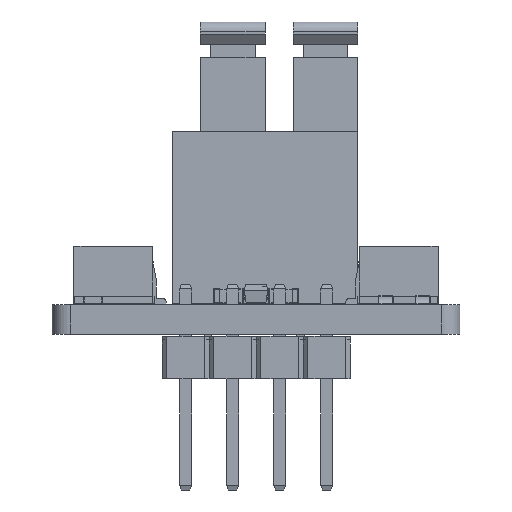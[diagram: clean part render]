
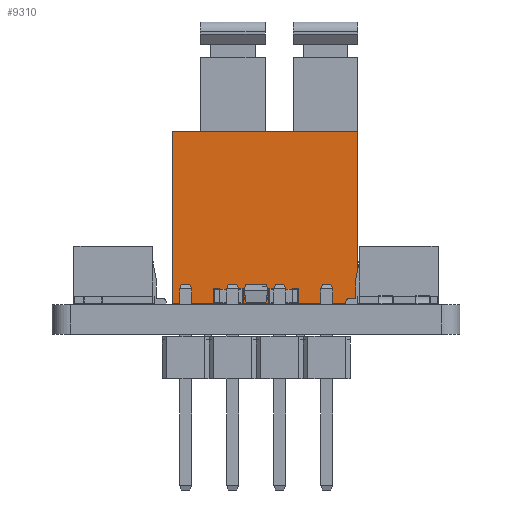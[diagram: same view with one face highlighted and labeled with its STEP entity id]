
A CAD part, front view. The second image highlights one B-rep face of the part: STEP entity #9310.
In plain terms, the highlighted free-form (B-spline) face has degree [1, 1] with [2, 2] control points.
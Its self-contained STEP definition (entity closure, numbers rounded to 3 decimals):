
#7505 = B_SPLINE_SURFACE_WITH_KNOTS('',1,1,(
    (#7506,#7507)
    ,(#7508,#7509
    )),.UNSPECIFIED.,.F.,.F.,.F.,(2,2),(2,2),(-9.3,4.),(0.,12.6),
  .PIECEWISE_BEZIER_KNOTS.);
#7506 = CARTESIAN_POINT('',(7.5,-6.3,0.));
#7507 = CARTESIAN_POINT('',(7.5,6.3,0.));
#7508 = CARTESIAN_POINT('',(7.5,-6.3,13.3));
#7509 = CARTESIAN_POINT('',(7.5,6.3,13.3));
#7728 = B_SPLINE_SURFACE_WITH_KNOTS('',1,1,(
    (#7729,#7730)
    ,(#7731,#7732
    )),.UNSPECIFIED.,.F.,.F.,.F.,(2,2),(2,2),(-7.5,2.5),(-6.3,6.3),
  .PIECEWISE_BEZIER_KNOTS.);
#7729 = CARTESIAN_POINT('',(7.5,-6.3,9.3));
#7730 = CARTESIAN_POINT('',(7.5,6.3,9.3));
#7731 = CARTESIAN_POINT('',(-2.5,-6.3,9.3));
#7732 = CARTESIAN_POINT('',(-2.5,6.3,9.3));
#8178 = VERTEX_POINT('',#8179);
#8179 = CARTESIAN_POINT('',(7.5,-6.3,0.));
#8191 = B_SPLINE_SURFACE_WITH_KNOTS('',1,1,(
    (#8192,#8193)
    ,(#8194,#8195
    )),.UNSPECIFIED.,.F.,.F.,.F.,(2,2),(2,2),(-7.5,2.5),(-6.3,-5.8),
  .PIECEWISE_BEZIER_KNOTS.);
#8192 = CARTESIAN_POINT('',(7.5,-6.3,0.));
#8193 = CARTESIAN_POINT('',(7.5,-5.8,0.));
#8194 = CARTESIAN_POINT('',(-2.5,-6.3,0.));
#8195 = CARTESIAN_POINT('',(-2.5,-5.8,0.));
#8202 = EDGE_CURVE('',#8203,#8178,#8205,.T.);
#8203 = VERTEX_POINT('',#8204);
#8204 = CARTESIAN_POINT('',(7.5,-6.3,9.3));
#8205 = SURFACE_CURVE('',#8206,(#8209,#8215),.PCURVE_S1.);
#8206 = B_SPLINE_CURVE_WITH_KNOTS('',1,(#8207,#8208),.UNSPECIFIED.,.F.,
  .F.,(2,2),(0.,9.3),.PIECEWISE_BEZIER_KNOTS.);
#8207 = CARTESIAN_POINT('',(7.5,-6.3,9.3));
#8208 = CARTESIAN_POINT('',(7.5,-6.3,0.));
#8209 = PCURVE('',#7505,#8210);
#8210 = DEFINITIONAL_REPRESENTATION('',(#8211),#8214);
#8211 = B_SPLINE_CURVE_WITH_KNOTS('',1,(#8212,#8213),.UNSPECIFIED.,.F.,
  .F.,(2,2),(0.,9.3),.PIECEWISE_BEZIER_KNOTS.);
#8212 = CARTESIAN_POINT('',(0.,0.));
#8213 = CARTESIAN_POINT('',(-9.3,0.));
#8214 = ( GEOMETRIC_REPRESENTATION_CONTEXT(2) 
PARAMETRIC_REPRESENTATION_CONTEXT() REPRESENTATION_CONTEXT('2D SPACE',''
  ) );
#8215 = PCURVE('',#8216,#8221);
#8216 = B_SPLINE_SURFACE_WITH_KNOTS('',1,1,(
    (#8217,#8218)
    ,(#8219,#8220
    )),.UNSPECIFIED.,.F.,.F.,.F.,(2,2),(2,2),(-9.3,0.),(5.,15.),
  .PIECEWISE_BEZIER_KNOTS.);
#8217 = CARTESIAN_POINT('',(-2.5,-6.3,0.));
#8218 = CARTESIAN_POINT('',(7.5,-6.3,0.));
#8219 = CARTESIAN_POINT('',(-2.5,-6.3,9.3));
#8220 = CARTESIAN_POINT('',(7.5,-6.3,9.3));
#8221 = DEFINITIONAL_REPRESENTATION('',(#8222),#8225);
#8222 = B_SPLINE_CURVE_WITH_KNOTS('',1,(#8223,#8224),.UNSPECIFIED.,.F.,
  .F.,(2,2),(0.,9.3),.PIECEWISE_BEZIER_KNOTS.);
#8223 = CARTESIAN_POINT('',(0.,15.));
#8224 = CARTESIAN_POINT('',(-9.3,15.));
#8225 = ( GEOMETRIC_REPRESENTATION_CONTEXT(2) 
PARAMETRIC_REPRESENTATION_CONTEXT() REPRESENTATION_CONTEXT('2D SPACE',''
  ) );
#8486 = EDGE_CURVE('',#8487,#8203,#8489,.T.);
#8487 = VERTEX_POINT('',#8488);
#8488 = CARTESIAN_POINT('',(-2.5,-6.3,9.3));
#8489 = SURFACE_CURVE('',#8490,(#8493,#8499),.PCURVE_S1.);
#8490 = B_SPLINE_CURVE_WITH_KNOTS('',1,(#8491,#8492),.UNSPECIFIED.,.F.,
  .F.,(2,2),(5.,15.),.PIECEWISE_BEZIER_KNOTS.);
#8491 = CARTESIAN_POINT('',(-2.5,-6.3,9.3));
#8492 = CARTESIAN_POINT('',(7.5,-6.3,9.3));
#8493 = PCURVE('',#7728,#8494);
#8494 = DEFINITIONAL_REPRESENTATION('',(#8495),#8498);
#8495 = B_SPLINE_CURVE_WITH_KNOTS('',1,(#8496,#8497),.UNSPECIFIED.,.F.,
  .F.,(2,2),(5.,15.),.PIECEWISE_BEZIER_KNOTS.);
#8496 = CARTESIAN_POINT('',(2.5,-6.3));
#8497 = CARTESIAN_POINT('',(-7.5,-6.3));
#8498 = ( GEOMETRIC_REPRESENTATION_CONTEXT(2) 
PARAMETRIC_REPRESENTATION_CONTEXT() REPRESENTATION_CONTEXT('2D SPACE',''
  ) );
#8499 = PCURVE('',#8216,#8500);
#8500 = DEFINITIONAL_REPRESENTATION('',(#8501),#8504);
#8501 = B_SPLINE_CURVE_WITH_KNOTS('',1,(#8502,#8503),.UNSPECIFIED.,.F.,
  .F.,(2,2),(5.,15.),.PIECEWISE_BEZIER_KNOTS.);
#8502 = CARTESIAN_POINT('',(0.,5.));
#8503 = CARTESIAN_POINT('',(0.,15.));
#8504 = ( GEOMETRIC_REPRESENTATION_CONTEXT(2) 
PARAMETRIC_REPRESENTATION_CONTEXT() REPRESENTATION_CONTEXT('2D SPACE',''
  ) );
#8520 = B_SPLINE_SURFACE_WITH_KNOTS('',1,1,(
    (#8521,#8522)
    ,(#8523,#8524
    )),.UNSPECIFIED.,.F.,.F.,.F.,(2,2),(2,2),(-9.3,0.),(-6.3,6.3),
  .PIECEWISE_BEZIER_KNOTS.);
#8521 = CARTESIAN_POINT('',(-2.5,-6.3,9.3));
#8522 = CARTESIAN_POINT('',(-2.5,6.3,9.3));
#8523 = CARTESIAN_POINT('',(-2.5,-6.3,0.));
#8524 = CARTESIAN_POINT('',(-2.5,6.3,0.));
#9081 = VERTEX_POINT('',#9082);
#9082 = CARTESIAN_POINT('',(-2.5,-6.3,0.));
#9119 = EDGE_CURVE('',#9081,#8178,#9120,.T.);
#9120 = SURFACE_CURVE('',#9121,(#9124,#9130),.PCURVE_S1.);
#9121 = B_SPLINE_CURVE_WITH_KNOTS('',1,(#9122,#9123),.UNSPECIFIED.,.F.,
  .F.,(2,2),(5.,15.),.PIECEWISE_BEZIER_KNOTS.);
#9122 = CARTESIAN_POINT('',(-2.5,-6.3,0.));
#9123 = CARTESIAN_POINT('',(7.5,-6.3,0.));
#9124 = PCURVE('',#8191,#9125);
#9125 = DEFINITIONAL_REPRESENTATION('',(#9126),#9129);
#9126 = B_SPLINE_CURVE_WITH_KNOTS('',1,(#9127,#9128),.UNSPECIFIED.,.F.,
  .F.,(2,2),(5.,15.),.PIECEWISE_BEZIER_KNOTS.);
#9127 = CARTESIAN_POINT('',(2.5,-6.3));
#9128 = CARTESIAN_POINT('',(-7.5,-6.3));
#9129 = ( GEOMETRIC_REPRESENTATION_CONTEXT(2) 
PARAMETRIC_REPRESENTATION_CONTEXT() REPRESENTATION_CONTEXT('2D SPACE',''
  ) );
#9130 = PCURVE('',#8216,#9131);
#9131 = DEFINITIONAL_REPRESENTATION('',(#9132),#9135);
#9132 = B_SPLINE_CURVE_WITH_KNOTS('',1,(#9133,#9134),.UNSPECIFIED.,.F.,
  .F.,(2,2),(5.,15.),.PIECEWISE_BEZIER_KNOTS.);
#9133 = CARTESIAN_POINT('',(-9.3,5.));
#9134 = CARTESIAN_POINT('',(-9.3,15.));
#9135 = ( GEOMETRIC_REPRESENTATION_CONTEXT(2) 
PARAMETRIC_REPRESENTATION_CONTEXT() REPRESENTATION_CONTEXT('2D SPACE',''
  ) );
#9310 = ADVANCED_FACE('',(#9311),#8216,.F.);
#9311 = FACE_BOUND('',#9312,.T.);
#9312 = EDGE_LOOP('',(#9313,#9314,#9332,#9333));
#9313 = ORIENTED_EDGE('',*,*,#8486,.F.);
#9314 = ORIENTED_EDGE('',*,*,#9315,.T.);
#9315 = EDGE_CURVE('',#8487,#9081,#9316,.T.);
#9316 = SURFACE_CURVE('',#9317,(#9320,#9326),.PCURVE_S1.);
#9317 = B_SPLINE_CURVE_WITH_KNOTS('',1,(#9318,#9319),.UNSPECIFIED.,.F.,
  .F.,(2,2),(0.,9.3),.PIECEWISE_BEZIER_KNOTS.);
#9318 = CARTESIAN_POINT('',(-2.5,-6.3,9.3));
#9319 = CARTESIAN_POINT('',(-2.5,-6.3,0.));
#9320 = PCURVE('',#8216,#9321);
#9321 = DEFINITIONAL_REPRESENTATION('',(#9322),#9325);
#9322 = B_SPLINE_CURVE_WITH_KNOTS('',1,(#9323,#9324),.UNSPECIFIED.,.F.,
  .F.,(2,2),(0.,9.3),.PIECEWISE_BEZIER_KNOTS.);
#9323 = CARTESIAN_POINT('',(0.,5.));
#9324 = CARTESIAN_POINT('',(-9.3,5.));
#9325 = ( GEOMETRIC_REPRESENTATION_CONTEXT(2) 
PARAMETRIC_REPRESENTATION_CONTEXT() REPRESENTATION_CONTEXT('2D SPACE',''
  ) );
#9326 = PCURVE('',#8520,#9327);
#9327 = DEFINITIONAL_REPRESENTATION('',(#9328),#9331);
#9328 = B_SPLINE_CURVE_WITH_KNOTS('',1,(#9329,#9330),.UNSPECIFIED.,.F.,
  .F.,(2,2),(0.,9.3),.PIECEWISE_BEZIER_KNOTS.);
#9329 = CARTESIAN_POINT('',(-9.3,-6.3));
#9330 = CARTESIAN_POINT('',(-0.,-6.3));
#9331 = ( GEOMETRIC_REPRESENTATION_CONTEXT(2) 
PARAMETRIC_REPRESENTATION_CONTEXT() REPRESENTATION_CONTEXT('2D SPACE',''
  ) );
#9332 = ORIENTED_EDGE('',*,*,#9119,.T.);
#9333 = ORIENTED_EDGE('',*,*,#8202,.F.);
